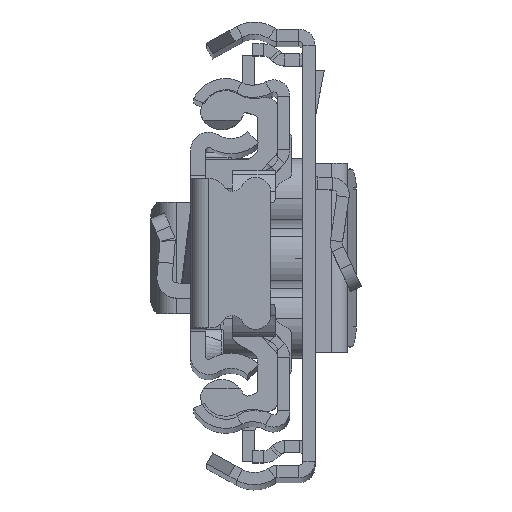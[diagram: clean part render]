
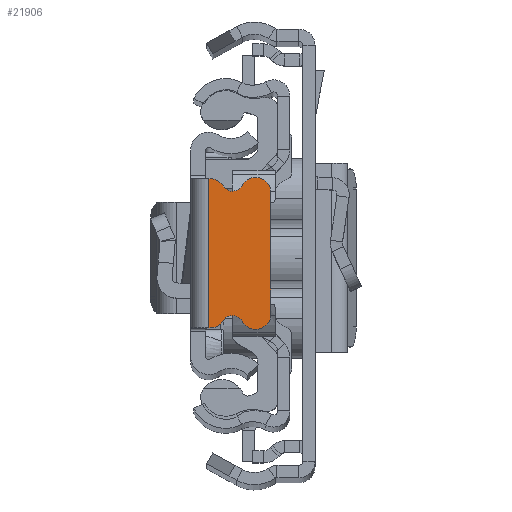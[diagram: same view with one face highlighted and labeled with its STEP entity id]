
A CAD part, top view. The second image highlights one B-rep face of the part: STEP entity #21906.
In plain terms, the highlighted planar face has unit normal (0, 0, 1).
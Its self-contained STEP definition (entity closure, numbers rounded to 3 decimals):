
#38 = ORIENTED_EDGE ( 'NONE', *, *, #15220, .F. ) ;
#127 = LINE ( 'NONE', #12111, #11107 ) ;
#150 = DIRECTION ( 'NONE',  ( -1., 0., 0. ) ) ;
#156 = ORIENTED_EDGE ( 'NONE', *, *, #4093, .T. ) ;
#246 = DIRECTION ( 'NONE',  ( 1., 0., 0. ) ) ;
#394 = LINE ( 'NONE', #18523, #16018 ) ;
#516 = DIRECTION ( 'NONE',  ( 0., 0., 1. ) ) ;
#977 = CARTESIAN_POINT ( 'NONE',  ( -7.929, -6., 0. ) ) ;
#1198 = DIRECTION ( 'NONE',  ( 1., 0., 0. ) ) ;
#1320 = VECTOR ( 'NONE', #2748, 1000. ) ;
#1600 = CARTESIAN_POINT ( 'NONE',  ( -1.75, 0., 0. ) ) ;
#2302 = CIRCLE ( 'NONE', #15072, 1.1 ) ;
#2748 = DIRECTION ( 'NONE',  ( 0., -1., 0. ) ) ;
#3302 = CARTESIAN_POINT ( 'NONE',  ( -7.929, -6., 0. ) ) ;
#3331 = DIRECTION ( 'NONE',  ( 0., 0., 1. ) ) ;
#3391 = CARTESIAN_POINT ( 'NONE',  ( -1.75, -7.37, 0. ) ) ;
#4054 = DIRECTION ( 'NONE',  ( 0., 0., 1. ) ) ;
#4093 = EDGE_CURVE ( 'NONE', #22733, #7676, #14445, .T. ) ;
#4571 = CARTESIAN_POINT ( 'NONE',  ( -1.929, 7.37, 0. ) ) ;
#4770 = VERTEX_POINT ( 'NONE', #3302 ) ;
#4932 = ORIENTED_EDGE ( 'NONE', *, *, #10893, .F. ) ;
#5642 = EDGE_CURVE ( 'NONE', #21303, #10062, #127, .T. ) ;
#6052 = VERTEX_POINT ( 'NONE', #18066 ) ;
#6293 = CARTESIAN_POINT ( 'NONE',  ( -4.142, -7.236, 0. ) ) ;
#6556 = EDGE_CURVE ( 'NONE', #24781, #4770, #10878, .T. ) ;
#7676 = VERTEX_POINT ( 'NONE', #26093 ) ;
#7877 = ORIENTED_EDGE ( 'NONE', *, *, #14742, .T. ) ;
#8570 = AXIS2_PLACEMENT_3D ( 'NONE', #19466, #3331, #1198 ) ;
#8660 = DIRECTION ( 'NONE',  ( -1., 0., 0. ) ) ;
#9923 = VERTEX_POINT ( 'NONE', #20185 ) ;
#10062 = VERTEX_POINT ( 'NONE', #16300 ) ;
#10728 = AXIS2_PLACEMENT_3D ( 'NONE', #19963, #17954, #26196 ) ;
#10878 = LINE ( 'NONE', #977, #1320 ) ;
#10893 = EDGE_CURVE ( 'NONE', #24926, #9923, #394, .T. ) ;
#11107 = VECTOR ( 'NONE', #11587, 1000. ) ;
#11258 = DIRECTION ( 'NONE',  ( -1., 0., 0. ) ) ;
#11343 = FACE_OUTER_BOUND ( 'NONE', #18942, .T. ) ;
#11587 = DIRECTION ( 'NONE',  ( -1., 0., 0. ) ) ;
#11880 = AXIS2_PLACEMENT_3D ( 'NONE', #12069, #4054, #12198 ) ;
#12069 = CARTESIAN_POINT ( 'NONE',  ( -1.929, -5.87, 0. ) ) ;
#12111 = CARTESIAN_POINT ( 'NONE',  ( -1.929, -7.37, 0. ) ) ;
#12198 = DIRECTION ( 'NONE',  ( 1., 0., 0. ) ) ;
#12458 = EDGE_CURVE ( 'NONE', #24197, #24781, #23704, .T. ) ;
#13095 = ORIENTED_EDGE ( 'NONE', *, *, #20234, .T. ) ;
#13595 = EDGE_CURVE ( 'NONE', #24926, #6052, #18939, .T. ) ;
#14231 = VECTOR ( 'NONE', #17861, 1000. ) ;
#14445 = CIRCLE ( 'NONE', #17398, 1.1 ) ;
#14530 = CARTESIAN_POINT ( 'NONE',  ( -1.929, 5.87, 0. ) ) ;
#14742 = EDGE_CURVE ( 'NONE', #6052, #24197, #2302, .T. ) ;
#15072 = AXIS2_PLACEMENT_3D ( 'NONE', #19070, #15332, #21451 ) ;
#15131 = DIRECTION ( 'NONE',  ( 0., 0., 1. ) ) ;
#15220 = EDGE_CURVE ( 'NONE', #9923, #21303, #17347, .T. ) ;
#15332 = DIRECTION ( 'NONE',  ( 0., 0., -1. ) ) ;
#16018 = VECTOR ( 'NONE', #246, 1000. ) ;
#16300 = CARTESIAN_POINT ( 'NONE',  ( -1.929, -7.37, 0. ) ) ;
#16586 = DIRECTION ( 'NONE',  ( 0., 0., -1. ) ) ;
#17347 = LINE ( 'NONE', #1600, #14231 ) ;
#17398 = AXIS2_PLACEMENT_3D ( 'NONE', #6293, #16586, #150 ) ;
#17861 = DIRECTION ( 'NONE',  ( 0., -1., 0. ) ) ;
#17954 = DIRECTION ( 'NONE',  ( 0., 0., 1. ) ) ;
#18066 = CARTESIAN_POINT ( 'NONE',  ( -3.206, 6.658, 0. ) ) ;
#18523 = CARTESIAN_POINT ( 'NONE',  ( -1.929, 7.37, 0. ) ) ;
#18939 = CIRCLE ( 'NONE', #24010, 1.5 ) ;
#18942 = EDGE_LOOP ( 'NONE', ( #38, #4932, #19386, #7877, #20724, #19586, #13095, #156, #22157, #21849 ) ) ;
#18960 = EDGE_CURVE ( 'NONE', #7676, #10062, #19109, .T. ) ;
#19070 = CARTESIAN_POINT ( 'NONE',  ( -4.142, 7.236, 0. ) ) ;
#19109 = CIRCLE ( 'NONE', #11880, 1.5 ) ;
#19386 = ORIENTED_EDGE ( 'NONE', *, *, #13595, .T. ) ;
#19466 = CARTESIAN_POINT ( 'NONE',  ( 294.071, 0., 0. ) ) ;
#19586 = ORIENTED_EDGE ( 'NONE', *, *, #6556, .T. ) ;
#19963 = CARTESIAN_POINT ( 'NONE',  ( -6.429, -6., 0. ) ) ;
#20185 = CARTESIAN_POINT ( 'NONE',  ( -1.75, 7.37, 0. ) ) ;
#20234 = EDGE_CURVE ( 'NONE', #4770, #22733, #25600, .T. ) ;
#20724 = ORIENTED_EDGE ( 'NONE', *, *, #12458, .T. ) ;
#21303 = VERTEX_POINT ( 'NONE', #3391 ) ;
#21451 = DIRECTION ( 'NONE',  ( 1., 0., 0. ) ) ;
#21849 = ORIENTED_EDGE ( 'NONE', *, *, #5642, .F. ) ;
#21894 = CARTESIAN_POINT ( 'NONE',  ( -7.929, 6., 0. ) ) ;
#21906 = ADVANCED_FACE ( 'NONE', ( #11343 ), #23588, .T. ) ;
#22157 = ORIENTED_EDGE ( 'NONE', *, *, #18960, .T. ) ;
#22733 = VERTEX_POINT ( 'NONE', #24669 ) ;
#23392 = CARTESIAN_POINT ( 'NONE',  ( -6.429, 6., 0. ) ) ;
#23588 = PLANE ( 'NONE',  #8570 ) ;
#23704 = CIRCLE ( 'NONE', #25002, 1.5 ) ;
#24010 = AXIS2_PLACEMENT_3D ( 'NONE', #14530, #516, #8660 ) ;
#24197 = VERTEX_POINT ( 'NONE', #25546 ) ;
#24669 = CARTESIAN_POINT ( 'NONE',  ( -5.109, -6.713, 0. ) ) ;
#24781 = VERTEX_POINT ( 'NONE', #21894 ) ;
#24926 = VERTEX_POINT ( 'NONE', #4571 ) ;
#25002 = AXIS2_PLACEMENT_3D ( 'NONE', #23392, #15131, #11258 ) ;
#25546 = CARTESIAN_POINT ( 'NONE',  ( -5.109, 6.713, 0. ) ) ;
#25600 = CIRCLE ( 'NONE', #10728, 1.5 ) ;
#26093 = CARTESIAN_POINT ( 'NONE',  ( -3.206, -6.658, 0. ) ) ;
#26196 = DIRECTION ( 'NONE',  ( 1., 0., 0. ) ) ;
